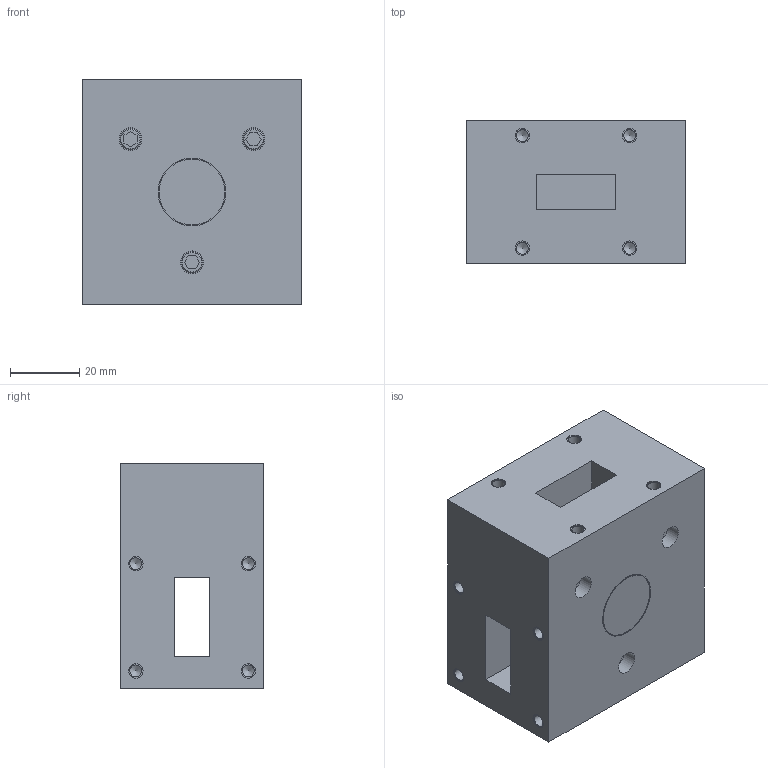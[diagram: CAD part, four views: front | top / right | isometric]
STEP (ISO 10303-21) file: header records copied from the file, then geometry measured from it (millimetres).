
FILE_DESCRIPTION (( 'STEP AP203' ), '1' );
FILE_NAME ('PEWCR1001_3D.step', '2020-11-04T16:30:57', ( '' ), ( '' ), 'SwSTEP 2.0', 'SolidWorks 2018', '' );
FILE_SCHEMA (( 'CONFIG_CONTROL_DESIGN' ));
Length unit declared in the file: inch
Products named in the file (1): PEWCR1001_3D
Bounding box: 63.5 x 41.45 x 65.02 mm (x, y, z)
Volume: 147002.2 mm3; surface area: 30831.7 mm2
Topology: 2 solids, 2 shells, 1012 faces, 2685 edges, 1785 vertices
Faces by surface type: plane 610, bspline 282, cylinder 105, cone 15
Full cylindrical faces by diameter (mm): 0.622 x1, 0.638 x1, 3.454 x12, 4.166 x12, 6.096 x3, 6.604 x3, 19.05 x2, 19.558 x2
Entity records: 43600 total; most frequent: CARTESIAN_POINT 20362, ORIENTED_EDGE 5244, DIRECTION 3733, EDGE_CURVE 2622, VECTOR 1845, LINE 1845, VERTEX_POINT 1773, EDGE_LOOP 1173
